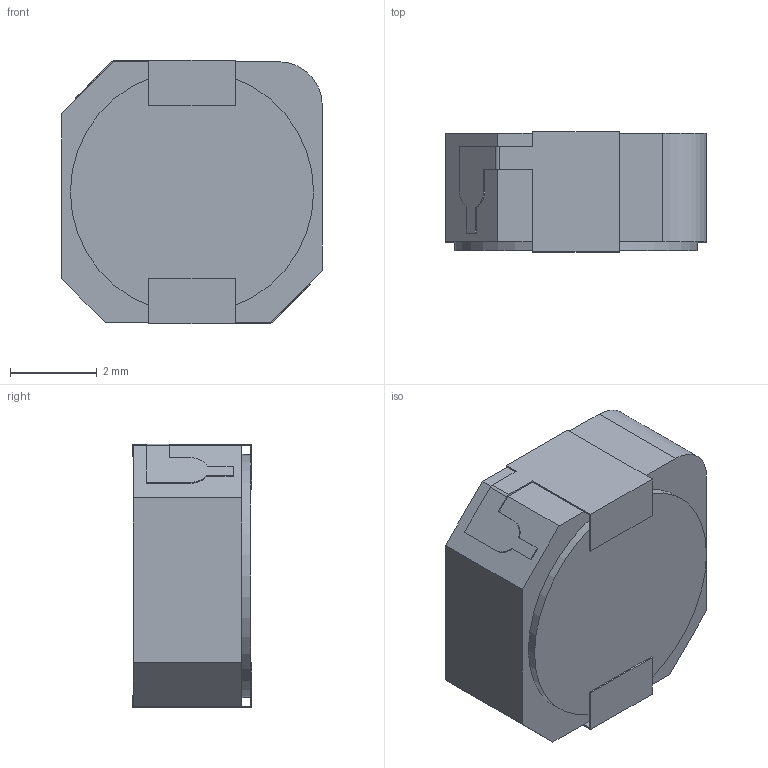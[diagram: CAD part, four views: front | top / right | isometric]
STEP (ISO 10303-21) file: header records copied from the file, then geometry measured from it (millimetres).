
FILE_DESCRIPTION (( 'STEP AP214' ), '1' );
FILE_NAME ('SUMIDA-CDRH5D28R_H125.STEP', '2013-07-28T14:11:32', ( '' ), ( '' ), 'SwSTEP 2.0', 'SolidWorks 2011', '' );
FILE_SCHEMA (( 'AUTOMOTIVE_DESIGN' ));
Length unit declared in the file: millimetre
Products named in the file (1): SUMIDA-CDRH5D28R_H125
Bounding box: 6 x 2.76 x 6.07 mm (x, y, z)
Volume: 83.8 mm3; surface area: 283.8 mm2
Topology: 5 solids, 5 shells, 70 faces, 232 edges, 176 vertices
Faces by surface type: plane 57, cylinder 13
Entity records: 2861 total; most frequent: CARTESIAN_POINT 583, ORIENTED_EDGE 464, DIRECTION 384, EDGE_CURVE 232, VECTOR 190, LINE 190, VERTEX_POINT 176, AXIS2_PLACEMENT_3D 97
